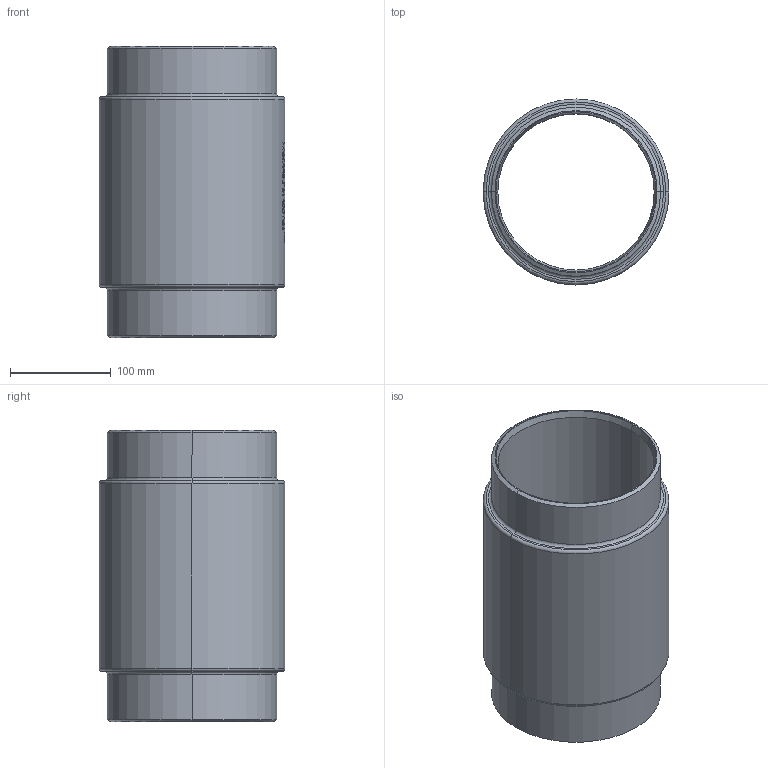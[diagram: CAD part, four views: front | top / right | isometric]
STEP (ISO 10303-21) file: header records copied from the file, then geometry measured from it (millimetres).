
FILE_DESCRIPTION (( 'STEP AP214' ), '1' );
FILE_NAME ('7110000_DN150_ PN25 51420182.STEP', '2022-03-21T09:56:30', ( 'axxx' ), ( 'Hewlett-Packard Company' ), 'SwSTEP 2.0', 'SolidWorks 2019', '' );
FILE_SCHEMA (( 'AUTOMOTIVE_DESIGN' ));
Length unit declared in the file: millimetre
Products named in the file (1): 7110000_DN150_ PN25 51420182
Bounding box: 184.8 x 184.8 x 290 mm (x, y, z)
Volume: 1787340.2 mm3; surface area: 320233 mm2
Topology: 1 solids, 1 shells, 508 faces, 1313 edges, 870 vertices
Faces by surface type: plane 250, bspline 215, cylinder 27, torus 8, cone 8
Entity records: 28430 total; most frequent: CARTESIAN_POINT 17491, ORIENTED_EDGE 2626, DIRECTION 1530, EDGE_CURVE 1313, VERTEX_POINT 870, VECTOR 734, LINE 734, EDGE_LOOP 573
